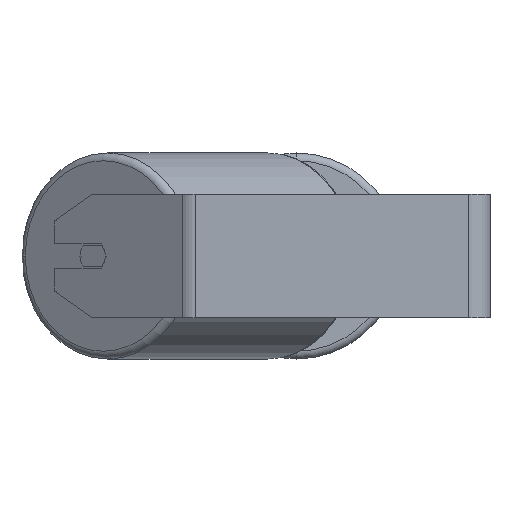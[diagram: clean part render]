
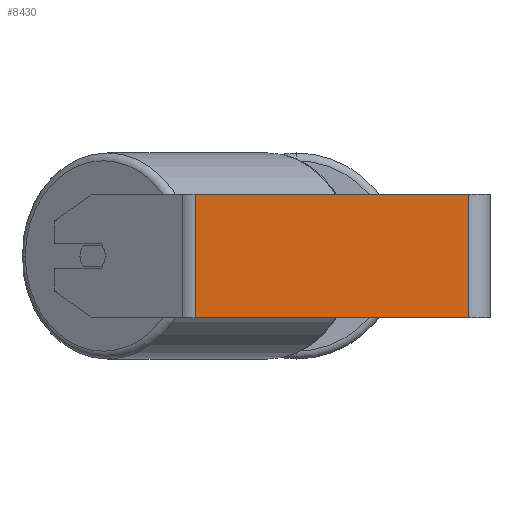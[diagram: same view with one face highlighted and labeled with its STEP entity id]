
A CAD part, left-side view. The second image highlights one B-rep face of the part: STEP entity #8430.
In plain terms, the highlighted planar face has unit normal (-1, 0, 0).
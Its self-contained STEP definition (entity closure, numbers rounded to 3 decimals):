
#237 = CARTESIAN_POINT ( 'NONE',  ( -350., 194.744, 40. ) ) ;
#346 = VERTEX_POINT ( 'NONE', #3961 ) ;
#943 = PLANE ( 'NONE',  #8077 ) ;
#1508 = VECTOR ( 'NONE', #7744, 1000. ) ;
#2419 = ORIENTED_EDGE ( 'NONE', *, *, #3913, .F. ) ;
#2539 = LINE ( 'NONE', #5135, #1508 ) ;
#2827 = DIRECTION ( 'NONE',  ( 0., -1., 0. ) ) ;
#2842 = LINE ( 'NONE', #7929, #7233 ) ;
#2985 = FACE_OUTER_BOUND ( 'NONE', #5215, .T. ) ;
#3052 = VERTEX_POINT ( 'NONE', #6737 ) ;
#3159 = VERTEX_POINT ( 'NONE', #6440 ) ;
#3263 = ORIENTED_EDGE ( 'NONE', *, *, #5218, .F. ) ;
#3370 = CARTESIAN_POINT ( 'NONE',  ( -350., 190.33, 40. ) ) ;
#3535 = DIRECTION ( 'NONE',  ( 1., 0., 0. ) ) ;
#3913 = EDGE_CURVE ( 'NONE', #3052, #346, #4285, .T. ) ;
#3961 = CARTESIAN_POINT ( 'NONE',  ( -350., 14., 40. ) ) ;
#4285 = LINE ( 'NONE', #237, #4337 ) ;
#4337 = VECTOR ( 'NONE', #2827, 1000. ) ;
#4541 = VECTOR ( 'NONE', #4681, 1000. ) ;
#4564 = LINE ( 'NONE', #3370, #4541 ) ;
#4681 = DIRECTION ( 'NONE',  ( 0., 0., -1. ) ) ;
#4741 = VERTEX_POINT ( 'NONE', #7420 ) ;
#5135 = CARTESIAN_POINT ( 'NONE',  ( -350., 14., 40. ) ) ;
#5215 = EDGE_LOOP ( 'NONE', ( #6347, #3263, #2419, #8021 ) ) ;
#5218 = EDGE_CURVE ( 'NONE', #346, #4741, #2539, .T. ) ;
#5453 = DIRECTION ( 'NONE',  ( 0., -1., 0. ) ) ;
#6298 = EDGE_CURVE ( 'NONE', #3159, #4741, #2842, .T. ) ;
#6347 = ORIENTED_EDGE ( 'NONE', *, *, #6298, .T. ) ;
#6440 = CARTESIAN_POINT ( 'NONE',  ( -350., 190.33, -40. ) ) ;
#6737 = CARTESIAN_POINT ( 'NONE',  ( -350., 190.33, 40. ) ) ;
#7233 = VECTOR ( 'NONE', #5453, 1000. ) ;
#7415 = DIRECTION ( 'NONE',  ( 0., 0., -1. ) ) ;
#7420 = CARTESIAN_POINT ( 'NONE',  ( -350., 14., -40. ) ) ;
#7744 = DIRECTION ( 'NONE',  ( 0., 0., -1. ) ) ;
#7929 = CARTESIAN_POINT ( 'NONE',  ( -350., 194.744, -40. ) ) ;
#8021 = ORIENTED_EDGE ( 'NONE', *, *, #8247, .T. ) ;
#8077 = AXIS2_PLACEMENT_3D ( 'NONE', #8185, #3535, #7415 ) ;
#8185 = CARTESIAN_POINT ( 'NONE',  ( -350., 194.744, 40. ) ) ;
#8247 = EDGE_CURVE ( 'NONE', #3052, #3159, #4564, .T. ) ;
#8430 = ADVANCED_FACE ( 'NONE', ( #2985 ), #943, .F. ) ;
